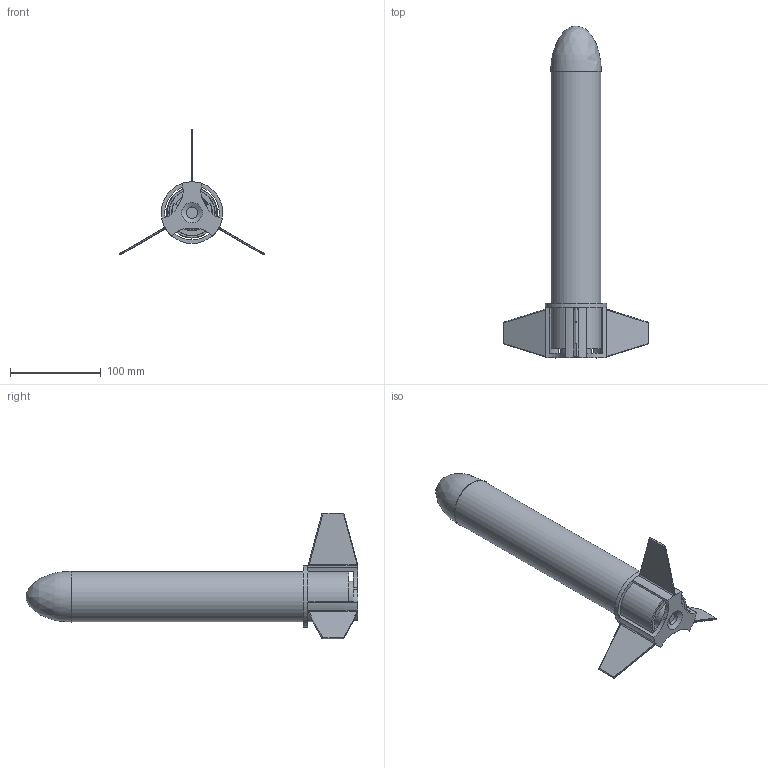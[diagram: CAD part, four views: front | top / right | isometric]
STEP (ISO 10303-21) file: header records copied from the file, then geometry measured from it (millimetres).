
FILE_DESCRIPTION(/* description */ (''),/* implementation_level */ '2;1');
FILE_NAME(/* name */ 'Assembly v3.step',/* time_stamp */ '2023-09-28T22:50:53-04:00',/* author */ (''),/* organization */ (''),/* preprocessor_version */ 'ST-DEVELOPER v20',/* originating_system */ 'Autodesk Translation Framework v12.14.0.127',/* authorisation */ '');
FILE_SCHEMA (('AUTOMOTIVE_DESIGN { 1 0 10303 214 3 1 1 }'));
Length unit declared in the file: millimetre
Products named in the file (6): Assembly; NoseCone; Ring; UnknownCardboardTube; LatchMech; Estes_C6-5_Motor
Assembly tree (5 placements, depth 3):
  Assembly
    NoseCone
    Ring
    UnknownCardboardTube
    LatchMech
      Estes_C6-5_Motor
Bounding box: 159.37 x 364.8 x 138.28 mm (x, y, z)
Volume: 262512 mm3; surface area: 200141.8 mm2
Topology: 8 solids, 8 shells, 186 faces, 470 edges, 286 vertices
Faces by surface type: plane 76, cylinder 65, bspline 22, torus 18, sphere 3, cone 2
Full cylindrical faces by diameter (mm): 11 x2, 12.5 x2, 18 x1, 19 x2, 22 x1, 34 x1, 36.8 x1, 38.8 x1, 40.8 x1, 41.3 x1, 49.3 x1, 50.05 x2, 50.8 x1, 54.8 x1, 59.8 x1, 67.8 x1
Entity records: 6735 total; most frequent: CARTESIAN_POINT 2091, DIRECTION 999, ORIENTED_EDGE 908, EDGE_CURVE 454, AXIS2_PLACEMENT_3D 408, VERTEX_POINT 286, CIRCLE 211, EDGE_LOOP 208
